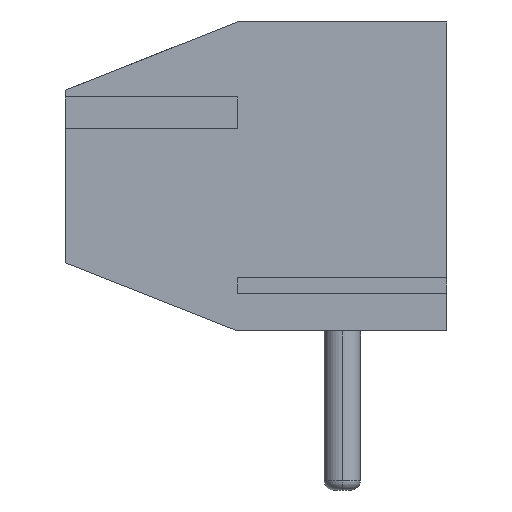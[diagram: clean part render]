
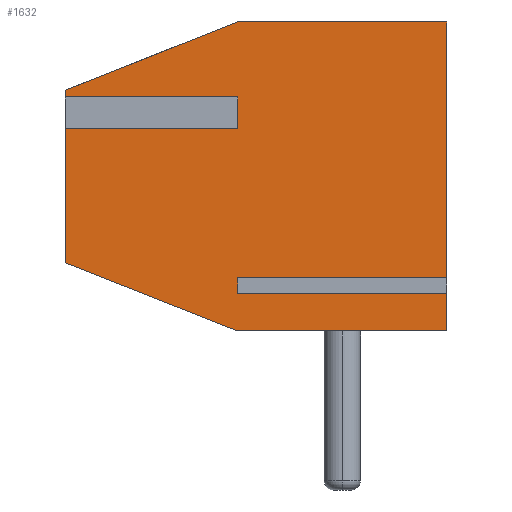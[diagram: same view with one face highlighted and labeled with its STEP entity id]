
A CAD part, left-side view. The second image highlights one B-rep face of the part: STEP entity #1632.
In plain terms, the highlighted planar face has unit normal (-1, 0, 0).
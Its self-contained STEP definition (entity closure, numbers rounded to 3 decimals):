
#286 = EDGE_CURVE ( 'NONE', #23945, #9104, #8431, .T. ) ;
#296 = LINE ( 'NONE', #16833, #9707 ) ;
#890 = VECTOR ( 'NONE', #22067, 1000. ) ;
#920 = PLANE ( 'NONE',  #15265 ) ;
#1492 = EDGE_CURVE ( 'NONE', #27237, #26480, #20303, .T. ) ;
#1578 = CARTESIAN_POINT ( 'NONE',  ( 0., 8.4, 6.8 ) ) ;
#1632 = ADVANCED_FACE ( 'NONE', ( #14673 ), #920, .F. ) ;
#1929 = EDGE_CURVE ( 'NONE', #18724, #23945, #15186, .T. ) ;
#2046 = CARTESIAN_POINT ( 'NONE',  ( 0., 4.6, 6.8 ) ) ;
#2610 = ORIENTED_EDGE ( 'NONE', *, *, #7547, .T. ) ;
#2770 = VERTEX_POINT ( 'NONE', #6188 ) ;
#2854 = ORIENTED_EDGE ( 'NONE', *, *, #30096, .T. ) ;
#3316 = CARTESIAN_POINT ( 'NONE',  ( 0., 8.4, 6.8 ) ) ;
#3534 = EDGE_CURVE ( 'NONE', #23588, #18724, #20064, .T. ) ;
#3665 = CARTESIAN_POINT ( 'NONE',  ( 0., 0., 0.832 ) ) ;
#3755 = ORIENTED_EDGE ( 'NONE', *, *, #23954, .F. ) ;
#3839 = VECTOR ( 'NONE', #6539, 1000. ) ;
#4030 = ORIENTED_EDGE ( 'NONE', *, *, #17323, .F. ) ;
#4036 = LINE ( 'NONE', #8799, #4229 ) ;
#4229 = VECTOR ( 'NONE', #27228, 1000. ) ;
#4524 = LINE ( 'NONE', #23295, #4802 ) ;
#4802 = VECTOR ( 'NONE', #21785, 1000. ) ;
#4894 = ORIENTED_EDGE ( 'NONE', *, *, #9706, .F. ) ;
#5601 = VECTOR ( 'NONE', #6242, 1000. ) ;
#5946 = VECTOR ( 'NONE', #22913, 1000. ) ;
#5993 = CARTESIAN_POINT ( 'NONE',  ( 0., 8.4, 4.968 ) ) ;
#6023 = DIRECTION ( 'NONE',  ( 0., -1., 0. ) ) ;
#6028 = CARTESIAN_POINT ( 'NONE',  ( 0., 4.6, 1.168 ) ) ;
#6188 = CARTESIAN_POINT ( 'NONE',  ( 0., 0., 1.168 ) ) ;
#6242 = DIRECTION ( 'NONE',  ( 0., -1., 0. ) ) ;
#6539 = DIRECTION ( 'NONE',  ( 0., -1., 0. ) ) ;
#6587 = LINE ( 'NONE', #20764, #24052 ) ;
#6844 = ORIENTED_EDGE ( 'NONE', *, *, #1929, .F. ) ;
#7383 = EDGE_CURVE ( 'NONE', #2770, #19596, #4524, .T. ) ;
#7547 = EDGE_CURVE ( 'NONE', #10536, #20242, #17699, .T. ) ;
#7548 = ORIENTED_EDGE ( 'NONE', *, *, #3534, .F. ) ;
#7583 = ORIENTED_EDGE ( 'NONE', *, *, #10781, .F. ) ;
#7825 = DIRECTION ( 'NONE',  ( 0., -1., 0. ) ) ;
#7918 = ORIENTED_EDGE ( 'NONE', *, *, #17347, .T. ) ;
#8333 = LINE ( 'NONE', #26947, #890 ) ;
#8431 = LINE ( 'NONE', #15325, #29943 ) ;
#8799 = CARTESIAN_POINT ( 'NONE',  ( 0., 0., 6.8 ) ) ;
#9016 = LINE ( 'NONE', #16069, #17594 ) ;
#9104 = VERTEX_POINT ( 'NONE', #28185 ) ;
#9660 = VECTOR ( 'NONE', #19852, 1000. ) ;
#9706 = EDGE_CURVE ( 'NONE', #25990, #19596, #20713, .T. ) ;
#9707 = VECTOR ( 'NONE', #14519, 1000. ) ;
#9818 = CARTESIAN_POINT ( 'NONE',  ( 0., 4.6, 4.968 ) ) ;
#9976 = VECTOR ( 'NONE', #23013, 1000. ) ;
#10044 = EDGE_CURVE ( 'NONE', #20242, #9104, #296, .T. ) ;
#10233 = CARTESIAN_POINT ( 'NONE',  ( 0., 8.4, 6.8 ) ) ;
#10536 = VERTEX_POINT ( 'NONE', #5993 ) ;
#10781 = EDGE_CURVE ( 'NONE', #16907, #25990, #9016, .T. ) ;
#11668 = VECTOR ( 'NONE', #6023, 1000. ) ;
#12542 = CARTESIAN_POINT ( 'NONE',  ( 0., 0., 6.8 ) ) ;
#12762 = ORIENTED_EDGE ( 'NONE', *, *, #10044, .T. ) ;
#13530 = DIRECTION ( 'NONE',  ( 0., 0., 1. ) ) ;
#13801 = CARTESIAN_POINT ( 'NONE',  ( 0., 8.4, 4.632 ) ) ;
#14519 = DIRECTION ( 'NONE',  ( 0., 0., -1. ) ) ;
#14673 = FACE_OUTER_BOUND ( 'NONE', #17683, .T. ) ;
#14756 = CARTESIAN_POINT ( 'NONE',  ( 0., 8.4, 1.5 ) ) ;
#15186 = LINE ( 'NONE', #1578, #5946 ) ;
#15265 = AXIS2_PLACEMENT_3D ( 'NONE', #10233, #22094, #23120 ) ;
#15325 = CARTESIAN_POINT ( 'NONE',  ( 0., 8.4, 4.632 ) ) ;
#16069 = CARTESIAN_POINT ( 'NONE',  ( 0., 8.4, 5.3 ) ) ;
#16833 = CARTESIAN_POINT ( 'NONE',  ( 0., 4.6, 4.968 ) ) ;
#16907 = VERTEX_POINT ( 'NONE', #20107 ) ;
#17230 = LINE ( 'NONE', #3316, #9660 ) ;
#17323 = EDGE_CURVE ( 'NONE', #10536, #16907, #17230, .T. ) ;
#17347 = EDGE_CURVE ( 'NONE', #23588, #28755, #8333, .T. ) ;
#17594 = VECTOR ( 'NONE', #25460, 1000. ) ;
#17683 = EDGE_LOOP ( 'NONE', ( #23820, #27377, #4894, #7583, #4030, #2610, #12762, #22796, #6844, #7548, #7918, #2854, #3755, #28943 ) ) ;
#17699 = LINE ( 'NONE', #27099, #11668 ) ;
#18696 = CARTESIAN_POINT ( 'NONE',  ( 0., 0., 0. ) ) ;
#18724 = VERTEX_POINT ( 'NONE', #14756 ) ;
#19445 = VERTEX_POINT ( 'NONE', #3665 ) ;
#19596 = VERTEX_POINT ( 'NONE', #12542 ) ;
#19852 = DIRECTION ( 'NONE',  ( 0., 0., 1. ) ) ;
#20064 = LINE ( 'NONE', #29570, #9976 ) ;
#20107 = CARTESIAN_POINT ( 'NONE',  ( 0., 8.4, 5.3 ) ) ;
#20242 = VERTEX_POINT ( 'NONE', #9818 ) ;
#20303 = LINE ( 'NONE', #29485, #26091 ) ;
#20569 = LINE ( 'NONE', #27308, #5601 ) ;
#20713 = LINE ( 'NONE', #29738, #3839 ) ;
#20764 = CARTESIAN_POINT ( 'NONE',  ( 0., 4.6, 0.832 ) ) ;
#21785 = DIRECTION ( 'NONE',  ( 0., 0., 1. ) ) ;
#22067 = DIRECTION ( 'NONE',  ( 0., -1., 0. ) ) ;
#22094 = DIRECTION ( 'NONE',  ( 1., 0., 0. ) ) ;
#22796 = ORIENTED_EDGE ( 'NONE', *, *, #286, .F. ) ;
#22913 = DIRECTION ( 'NONE',  ( 0., 0., 1. ) ) ;
#23013 = DIRECTION ( 'NONE',  ( 0., 0.93, 0.367 ) ) ;
#23120 = DIRECTION ( 'NONE',  ( 0., 0., -1. ) ) ;
#23295 = CARTESIAN_POINT ( 'NONE',  ( 0., 0., 6.8 ) ) ;
#23588 = VERTEX_POINT ( 'NONE', #24798 ) ;
#23820 = ORIENTED_EDGE ( 'NONE', *, *, #28952, .T. ) ;
#23945 = VERTEX_POINT ( 'NONE', #13801 ) ;
#23954 = EDGE_CURVE ( 'NONE', #27237, #19445, #6587, .T. ) ;
#24052 = VECTOR ( 'NONE', #27798, 1000. ) ;
#24798 = CARTESIAN_POINT ( 'NONE',  ( 0., 4.6, 0. ) ) ;
#25460 = DIRECTION ( 'NONE',  ( 0., -0.93, 0.367 ) ) ;
#25990 = VERTEX_POINT ( 'NONE', #2046 ) ;
#26091 = VECTOR ( 'NONE', #13530, 1000. ) ;
#26480 = VERTEX_POINT ( 'NONE', #6028 ) ;
#26947 = CARTESIAN_POINT ( 'NONE',  ( 0., 8.4, 0. ) ) ;
#27099 = CARTESIAN_POINT ( 'NONE',  ( 0., 8.4, 4.968 ) ) ;
#27228 = DIRECTION ( 'NONE',  ( 0., 0., 1. ) ) ;
#27237 = VERTEX_POINT ( 'NONE', #27301 ) ;
#27301 = CARTESIAN_POINT ( 'NONE',  ( 0., 4.6, 0.832 ) ) ;
#27308 = CARTESIAN_POINT ( 'NONE',  ( 0., 4.6, 1.168 ) ) ;
#27377 = ORIENTED_EDGE ( 'NONE', *, *, #7383, .T. ) ;
#27798 = DIRECTION ( 'NONE',  ( 0., -1., 0. ) ) ;
#28185 = CARTESIAN_POINT ( 'NONE',  ( 0., 4.6, 4.632 ) ) ;
#28755 = VERTEX_POINT ( 'NONE', #18696 ) ;
#28943 = ORIENTED_EDGE ( 'NONE', *, *, #1492, .T. ) ;
#28952 = EDGE_CURVE ( 'NONE', #26480, #2770, #20569, .T. ) ;
#29485 = CARTESIAN_POINT ( 'NONE',  ( 0., 4.6, 0.832 ) ) ;
#29570 = CARTESIAN_POINT ( 'NONE',  ( 0., 8.4, 1.5 ) ) ;
#29738 = CARTESIAN_POINT ( 'NONE',  ( 0., 8.4, 6.8 ) ) ;
#29943 = VECTOR ( 'NONE', #7825, 1000. ) ;
#30096 = EDGE_CURVE ( 'NONE', #28755, #19445, #4036, .T. ) ;
